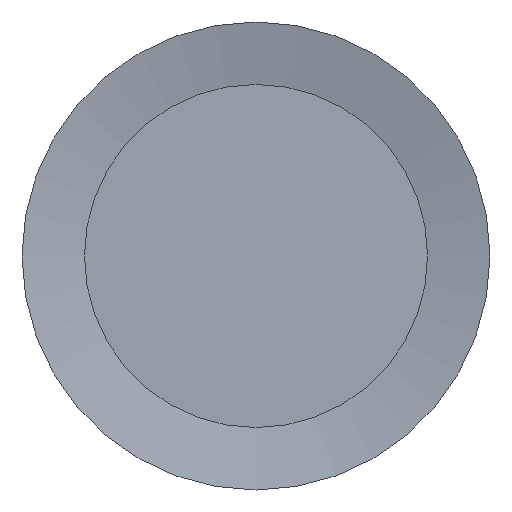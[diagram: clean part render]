
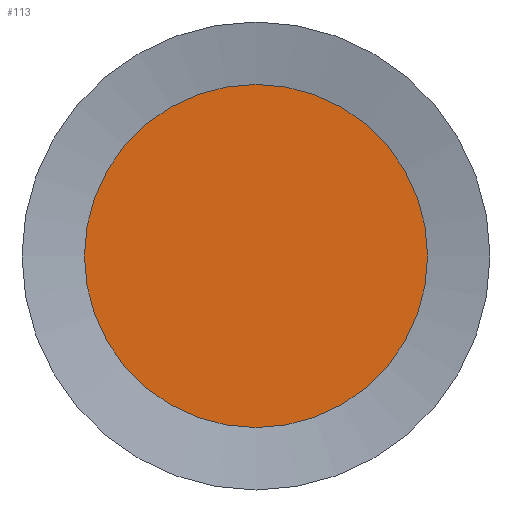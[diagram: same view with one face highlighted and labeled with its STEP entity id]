
A CAD part, left-side view. The second image highlights one B-rep face of the part: STEP entity #113.
In plain terms, the highlighted planar face has unit normal (-1, 0, 0).
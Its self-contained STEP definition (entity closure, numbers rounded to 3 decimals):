
#20=PLANE('',#140);
#24=FACE_OUTER_BOUND('',#31,.T.);
#31=EDGE_LOOP('',(#89));
#47=CIRCLE('',#138,11.);
#58=VERTEX_POINT('',#199);
#69=EDGE_CURVE('',#58,#58,#47,.T.);
#89=ORIENTED_EDGE('',*,*,#69,.F.);
#113=ADVANCED_FACE('',(#24),#20,.T.);
#138=AXIS2_PLACEMENT_3D('',#201,#165,#166);
#140=AXIS2_PLACEMENT_3D('',#203,#169,#170);
#165=DIRECTION('center_axis',(1.,0.,0.));
#166=DIRECTION('ref_axis',(0.,-1.,0.));
#169=DIRECTION('center_axis',(-1.,0.,0.));
#170=DIRECTION('ref_axis',(0.,-1.,0.));
#199=CARTESIAN_POINT('',(20.,-324.,124.));
#201=CARTESIAN_POINT('Origin',(20.,-335.,124.));
#203=CARTESIAN_POINT('Origin',(20.,-335.,124.));
